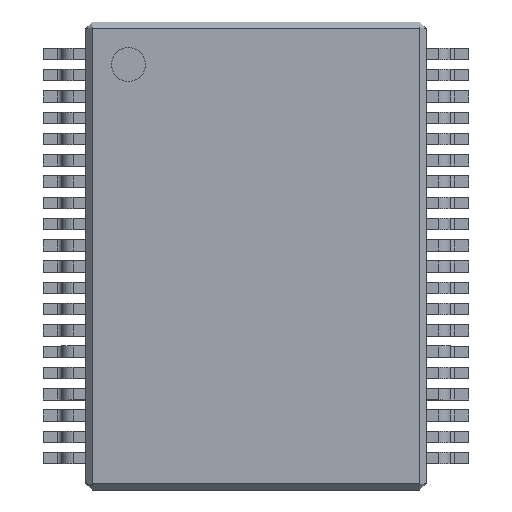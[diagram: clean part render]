
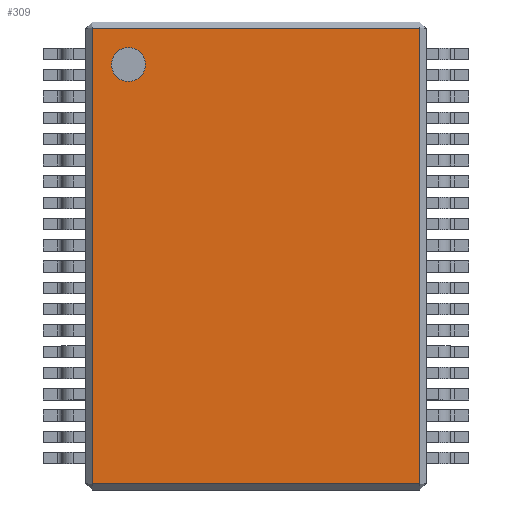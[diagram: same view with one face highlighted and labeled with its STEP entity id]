
A CAD part, top view. The second image highlights one B-rep face of the part: STEP entity #309.
In plain terms, the highlighted planar face has unit normal (0, 0, 1).
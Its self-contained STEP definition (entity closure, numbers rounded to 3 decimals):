
#13=DIRECTION('',(0.,0.,1.));
#14=DIRECTION('',(1.,0.,0.));
#103=VECTOR('',#104,1.);
#104=DIRECTION('',(0.,1.,0.));
#178=VERTEX_POINT('',#179);
#179=CARTESIAN_POINT('',(-3.85,-5.35,1.2));
#187=VERTEX_POINT('',#188);
#188=CARTESIAN_POINT('',(-3.85,5.35,1.2));
#193=ORIENTED_EDGE('',*,*,#194,.F.);
#194=EDGE_CURVE('',#178,#187,#195,.T.);
#195=LINE('',#196,#103);
#196=CARTESIAN_POINT('',(-3.85,-5.5,1.2));
#266=VECTOR('',#14,1.);
#309=ADVANCED_FACE('',(#310,#328),#337,.T.);
#310=FACE_BOUND('',#311,.T.);
#311=EDGE_LOOP('',(#193,#312,#318,#324));
#312=ORIENTED_EDGE('',*,*,#313,.T.);
#313=EDGE_CURVE('',#178,#314,#316,.T.);
#314=VERTEX_POINT('',#315);
#315=CARTESIAN_POINT('',(3.85,-5.35,1.2));
#316=LINE('',#317,#266);
#317=CARTESIAN_POINT('',(-4.,-5.35,1.2));
#318=ORIENTED_EDGE('',*,*,#319,.T.);
#319=EDGE_CURVE('',#314,#320,#322,.T.);
#320=VERTEX_POINT('',#321);
#321=CARTESIAN_POINT('',(3.85,5.35,1.2));
#322=LINE('',#323,#103);
#323=CARTESIAN_POINT('',(3.85,-5.5,1.2));
#324=ORIENTED_EDGE('',*,*,#325,.F.);
#325=EDGE_CURVE('',#187,#320,#326,.T.);
#326=LINE('',#327,#266);
#327=CARTESIAN_POINT('',(-4.,5.35,1.2));
#328=FACE_BOUND('',#329,.T.);
#329=EDGE_LOOP('',(#330));
#330=ORIENTED_EDGE('',*,*,#331,.F.);
#331=EDGE_CURVE('',#332,#332,#334,.T.);
#332=VERTEX_POINT('',#333);
#333=CARTESIAN_POINT('',(-2.6,4.5,1.2));
#334=CIRCLE('',#335,0.4);
#335=AXIS2_PLACEMENT_3D('',#336,#13,#14);
#336=CARTESIAN_POINT('',(-3.,4.5,1.2));
#337=PLANE('',#338);
#338=AXIS2_PLACEMENT_3D('',#339,#13,#14);
#339=CARTESIAN_POINT('',(-4.,-5.5,1.2));
